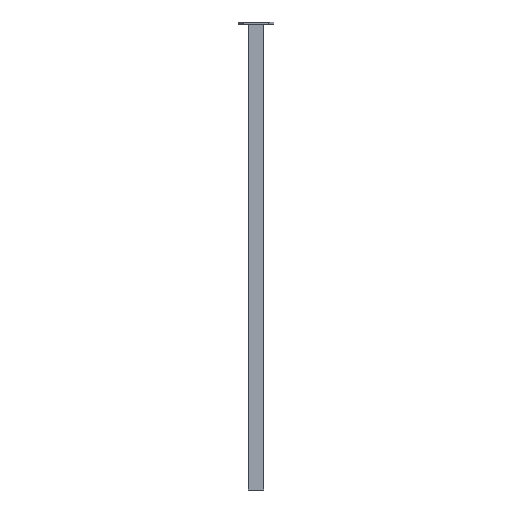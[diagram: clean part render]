
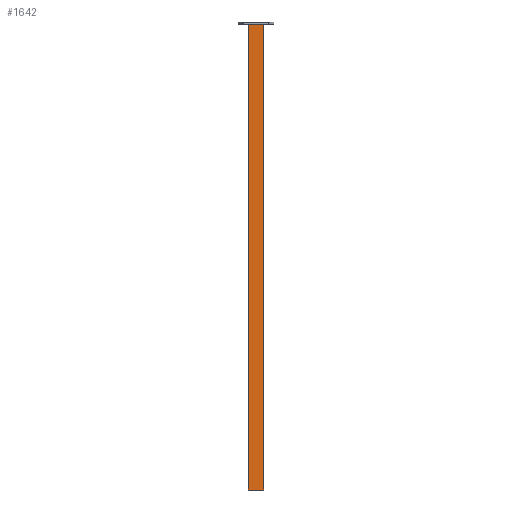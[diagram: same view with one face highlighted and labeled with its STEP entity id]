
A CAD part, front view. The second image highlights one B-rep face of the part: STEP entity #1642.
In plain terms, the highlighted planar face has unit normal (0, -1, 0).
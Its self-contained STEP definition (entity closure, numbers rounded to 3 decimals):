
#21 = EDGE_CURVE ( 'NONE', #2622, #2630, #3373, .T. ) ;
#230 = EDGE_CURVE ( 'NONE', #2622, #1612, #3726, .T. ) ;
#231 = EDGE_CURVE ( 'NONE', #2630, #1604, #3728, .T. ) ;
#342 = EDGE_CURVE ( 'NONE', #1612, #1604, #3893, .T. ) ;
#592 = AXIS2_PLACEMENT_3D ( 'NONE', #4684, #4690, #4691 ) ;
#1050 = DIRECTION ( 'NONE',  ( 0., 0., -1. ) ) ;
#1056 = CARTESIAN_POINT ( 'NONE',  ( 21., -40., 1296. ) ) ;
#1293 = ORIENTED_EDGE ( 'NONE', *, *, #21, .T. ) ;
#1294 = ORIENTED_EDGE ( 'NONE', *, *, #230, .F. ) ;
#1295 = ORIENTED_EDGE ( 'NONE', *, *, #342, .F. ) ;
#1296 = ORIENTED_EDGE ( 'NONE', *, *, #231, .T. ) ;
#1544 = CARTESIAN_POINT ( 'NONE',  ( -21., -40., 1296. ) ) ;
#1548 = DIRECTION ( 'NONE',  ( 0., 0., -1. ) ) ;
#1604 = VERTEX_POINT ( 'NONE', #4604 ) ;
#1612 = VERTEX_POINT ( 'NONE', #4612 ) ;
#1642 = ADVANCED_FACE ( 'NONE', ( #4103 ), #4688, .F. ) ;
#2190 = CARTESIAN_POINT ( 'NONE',  ( 21., -40., 1296. ) ) ;
#2191 = DIRECTION ( 'NONE',  ( 1., 0., 0. ) ) ;
#2192 = CARTESIAN_POINT ( 'NONE',  ( 21., -40., 0. ) ) ;
#2193 = DIRECTION ( 'NONE',  ( 1., 0., 0. ) ) ;
#2622 = VERTEX_POINT ( 'NONE', #5351 ) ;
#2630 = VERTEX_POINT ( 'NONE', #5359 ) ;
#3316 = EDGE_LOOP ( 'NONE', ( #1296, #1295, #1294, #1293 ) ) ;
#3373 = LINE ( 'NONE', #1544, #3378 ) ;
#3378 = VECTOR ( 'NONE', #1548, 1000. ) ;
#3726 = LINE ( 'NONE', #2190, #3729 ) ;
#3728 = LINE ( 'NONE', #2192, #3731 ) ;
#3729 = VECTOR ( 'NONE', #2191, 1000. ) ;
#3731 = VECTOR ( 'NONE', #2193, 1000. ) ;
#3893 = LINE ( 'NONE', #1056, #3900 ) ;
#3900 = VECTOR ( 'NONE', #1050, 1000. ) ;
#4103 = FACE_OUTER_BOUND ( 'NONE', #3316, .T. ) ;
#4604 = CARTESIAN_POINT ( 'NONE',  ( 21., -40., 0. ) ) ;
#4612 = CARTESIAN_POINT ( 'NONE',  ( 21., -40., 1296. ) ) ;
#4684 = CARTESIAN_POINT ( 'NONE',  ( 21., -40., 1296. ) ) ;
#4688 = PLANE ( 'NONE',  #592 ) ;
#4690 = DIRECTION ( 'NONE',  ( 0., 1., 0. ) ) ;
#4691 = DIRECTION ( 'NONE',  ( -1., 0., 0. ) ) ;
#5351 = CARTESIAN_POINT ( 'NONE',  ( -21., -40., 1296. ) ) ;
#5359 = CARTESIAN_POINT ( 'NONE',  ( -21., -40., 0. ) ) ;
